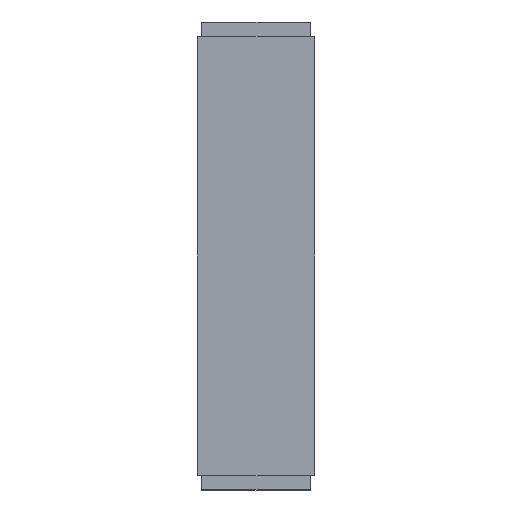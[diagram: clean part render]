
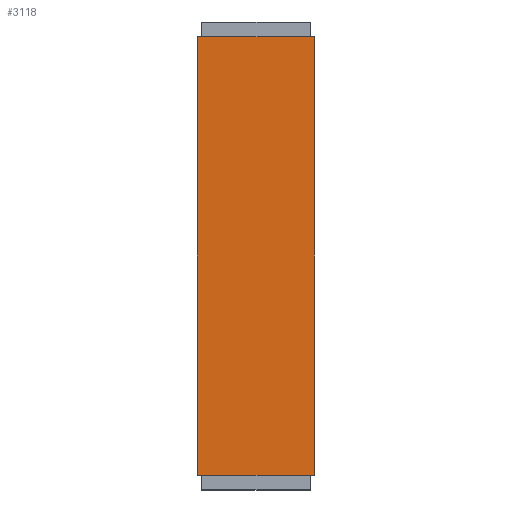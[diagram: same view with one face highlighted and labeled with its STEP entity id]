
A CAD part, left-side view. The second image highlights one B-rep face of the part: STEP entity #3118.
In plain terms, the highlighted planar face has unit normal (-1, 0, 0).
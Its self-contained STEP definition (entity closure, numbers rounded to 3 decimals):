
#82=FACE_OUTER_BOUND('',#258,.T.);
#258=EDGE_LOOP('',(#2157,#2158,#2159,#2160));
#520=LINE('',#4479,#928);
#525=LINE('',#4489,#933);
#526=LINE('',#4492,#934);
#527=LINE('',#4493,#935);
#928=VECTOR('',#3673,1.5);
#933=VECTOR('',#3682,0.4);
#934=VECTOR('',#3685,1.5);
#935=VECTOR('',#3686,0.4);
#1289=VERTEX_POINT('',#4472);
#1292=VERTEX_POINT('',#4477);
#1295=VERTEX_POINT('',#4487);
#1296=VERTEX_POINT('',#4491);
#1608=EDGE_CURVE('',#1292,#1289,#520,.T.);
#1613=EDGE_CURVE('',#1292,#1295,#525,.T.);
#1614=EDGE_CURVE('',#1296,#1295,#526,.T.);
#1615=EDGE_CURVE('',#1289,#1296,#527,.T.);
#2157=ORIENTED_EDGE('',*,*,#1613,.T.);
#2158=ORIENTED_EDGE('',*,*,#1614,.F.);
#2159=ORIENTED_EDGE('',*,*,#1615,.F.);
#2160=ORIENTED_EDGE('',*,*,#1608,.F.);
#2746=PLANE('',#3315);
#3118=ADVANCED_FACE('',(#82),#2746,.T.);
#3315=AXIS2_PLACEMENT_3D('',#4490,#3683,#3684);
#3673=DIRECTION('',(0.,0.,-1.));
#3682=DIRECTION('',(0.,1.,0.));
#3683=DIRECTION('center_axis',(-1.,0.,0.));
#3684=DIRECTION('ref_axis',(0.,0.,1.));
#3685=DIRECTION('',(0.,0.,1.));
#3686=DIRECTION('',(0.,1.,0.));
#4472=CARTESIAN_POINT('',(-0.014,-0.014,0.05));
#4477=CARTESIAN_POINT('',(-0.014,-0.014,1.55));
#4479=CARTESIAN_POINT('',(-0.014,-0.014,0.05));
#4487=CARTESIAN_POINT('',(-0.014,0.386,1.55));
#4489=CARTESIAN_POINT('',(-0.014,0.372,1.55));
#4490=CARTESIAN_POINT('Origin',(-0.014,0.372,0.05));
#4491=CARTESIAN_POINT('',(-0.014,0.386,0.05));
#4492=CARTESIAN_POINT('',(-0.014,0.386,0.05));
#4493=CARTESIAN_POINT('',(-0.014,0.372,0.05));
